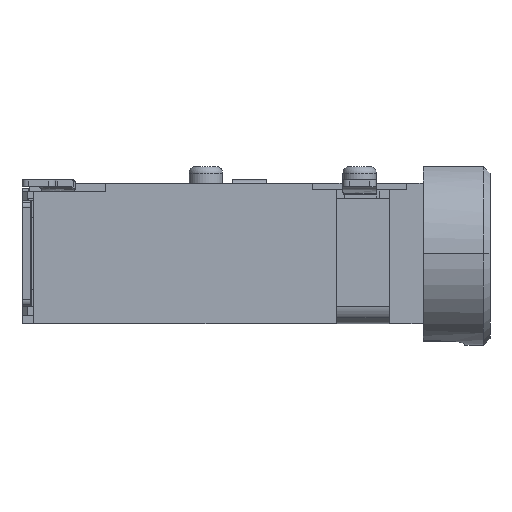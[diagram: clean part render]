
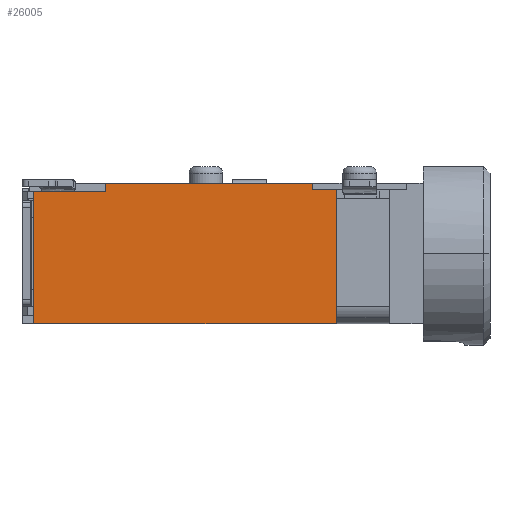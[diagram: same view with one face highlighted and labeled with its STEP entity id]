
A CAD part, front view. The second image highlights one B-rep face of the part: STEP entity #26005.
In plain terms, the highlighted planar face has unit normal (0, -1, 0).
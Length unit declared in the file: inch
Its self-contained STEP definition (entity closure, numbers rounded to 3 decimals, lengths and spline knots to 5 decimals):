
#985 = VECTOR ( 'NONE', #22926, 39.37008 ) ;
#1191 = DIRECTION ( 'NONE',  ( 0., 0., 1. ) ) ;
#1321 = VERTEX_POINT ( 'NONE', #1623 ) ;
#1623 = CARTESIAN_POINT ( 'NONE',  ( 0.34252, 0., 0.16535 ) ) ;
#1738 = DIRECTION ( 'NONE',  ( -1., 0., 0. ) ) ;
#1755 = CARTESIAN_POINT ( 'NONE',  ( 0.34252, 0., 0.15748 ) ) ;
#1826 = AXIS2_PLACEMENT_3D ( 'NONE', #6504, #15365, #15228 ) ;
#2336 = DIRECTION ( 'NONE',  ( 0., 0., -1. ) ) ;
#3051 = ORIENTED_EDGE ( 'NONE', *, *, #12217, .F. ) ;
#4036 = CARTESIAN_POINT ( 'NONE',  ( 0.01378, 0., 0. ) ) ;
#4467 = VECTOR ( 'NONE', #2336, 39.37008 ) ;
#4532 = CARTESIAN_POINT ( 'NONE',  ( 0.09843, 0., 0.16535 ) ) ;
#4808 = CARTESIAN_POINT ( 'NONE',  ( 0.37008, 0., 0.15748 ) ) ;
#5525 = LINE ( 'NONE', #22560, #20966 ) ;
#5737 = LINE ( 'NONE', #16904, #985 ) ;
#6434 = ORIENTED_EDGE ( 'NONE', *, *, #16872, .T. ) ;
#6504 = CARTESIAN_POINT ( 'NONE',  ( 0.37008, 0., 0. ) ) ;
#6898 = ORIENTED_EDGE ( 'NONE', *, *, #13633, .T. ) ;
#7008 = LINE ( 'NONE', #13788, #4467 ) ;
#7263 = VECTOR ( 'NONE', #10308, 39.37008 ) ;
#7344 = ORIENTED_EDGE ( 'NONE', *, *, #12743, .T. ) ;
#7724 = CARTESIAN_POINT ( 'NONE',  ( 0.09843, 0., 0.15551 ) ) ;
#7765 = EDGE_LOOP ( 'NONE', ( #6898, #12448, #11232, #3051, #22985, #6434, #7344, #10821 ) ) ;
#8540 = LINE ( 'NONE', #17221, #28455 ) ;
#8803 = VECTOR ( 'NONE', #26932, 39.37008 ) ;
#9805 = CARTESIAN_POINT ( 'NONE',  ( 0.34252, 0., 0.15748 ) ) ;
#10308 = DIRECTION ( 'NONE',  ( -1., 0., 0. ) ) ;
#10737 = VERTEX_POINT ( 'NONE', #4808 ) ;
#10793 = EDGE_CURVE ( 'NONE', #14306, #28528, #7008, .T. ) ;
#10821 = ORIENTED_EDGE ( 'NONE', *, *, #19298, .T. ) ;
#11232 = ORIENTED_EDGE ( 'NONE', *, *, #21253, .T. ) ;
#12217 = EDGE_CURVE ( 'NONE', #10737, #14302, #5737, .T. ) ;
#12448 = ORIENTED_EDGE ( 'NONE', *, *, #10793, .T. ) ;
#12579 = DIRECTION ( 'NONE',  ( -1., 0., 0. ) ) ;
#12652 = VERTEX_POINT ( 'NONE', #7724 ) ;
#12743 = EDGE_CURVE ( 'NONE', #1321, #26983, #23990, .T. ) ;
#13633 = EDGE_CURVE ( 'NONE', #12652, #14306, #8540, .T. ) ;
#13788 = CARTESIAN_POINT ( 'NONE',  ( 0.01378, 0., 0.15551 ) ) ;
#13811 = LINE ( 'NONE', #4532, #8803 ) ;
#14302 = VERTEX_POINT ( 'NONE', #17683 ) ;
#14306 = VERTEX_POINT ( 'NONE', #26458 ) ;
#14639 = VECTOR ( 'NONE', #1738, 39.37008 ) ;
#15228 = DIRECTION ( 'NONE',  ( 0., 0., -1. ) ) ;
#15365 = DIRECTION ( 'NONE',  ( 0., -1., 0. ) ) ;
#16872 = EDGE_CURVE ( 'NONE', #19233, #1321, #27920, .T. ) ;
#16904 = CARTESIAN_POINT ( 'NONE',  ( 0.37008, 0., 0.15748 ) ) ;
#17221 = CARTESIAN_POINT ( 'NONE',  ( 0.09843, 0., 0.15551 ) ) ;
#17524 = PLANE ( 'NONE',  #1826 ) ;
#17683 = CARTESIAN_POINT ( 'NONE',  ( 0.37008, 0., 0. ) ) ;
#19233 = VERTEX_POINT ( 'NONE', #9805 ) ;
#19286 = LINE ( 'NONE', #23587, #7263 ) ;
#19298 = EDGE_CURVE ( 'NONE', #26983, #12652, #13811, .T. ) ;
#20830 = DIRECTION ( 'NONE',  ( 1., 0., 0. ) ) ;
#20966 = VECTOR ( 'NONE', #20830, 39.37008 ) ;
#21253 = EDGE_CURVE ( 'NONE', #28528, #14302, #5525, .T. ) ;
#21531 = CARTESIAN_POINT ( 'NONE',  ( 0.34252, 0., 0.16535 ) ) ;
#22560 = CARTESIAN_POINT ( 'NONE',  ( 0.01378, 0., 0. ) ) ;
#22568 = EDGE_CURVE ( 'NONE', #10737, #19233, #19286, .T. ) ;
#22926 = DIRECTION ( 'NONE',  ( 0., 0., -1. ) ) ;
#22985 = ORIENTED_EDGE ( 'NONE', *, *, #22568, .T. ) ;
#23587 = CARTESIAN_POINT ( 'NONE',  ( 0.37008, 0., 0.15748 ) ) ;
#23827 = FACE_OUTER_BOUND ( 'NONE', #7765, .T. ) ;
#23990 = LINE ( 'NONE', #21531, #14639 ) ;
#26005 = ADVANCED_FACE ( 'NONE', ( #23827 ), #17524, .T. ) ;
#26305 = CARTESIAN_POINT ( 'NONE',  ( 0.09843, 0., 0.16535 ) ) ;
#26458 = CARTESIAN_POINT ( 'NONE',  ( 0.01378, 0., 0.15551 ) ) ;
#26932 = DIRECTION ( 'NONE',  ( 0., 0., -1. ) ) ;
#26983 = VERTEX_POINT ( 'NONE', #26305 ) ;
#27920 = LINE ( 'NONE', #1755, #28238 ) ;
#28238 = VECTOR ( 'NONE', #1191, 39.37008 ) ;
#28455 = VECTOR ( 'NONE', #12579, 39.37008 ) ;
#28528 = VERTEX_POINT ( 'NONE', #4036 ) ;
